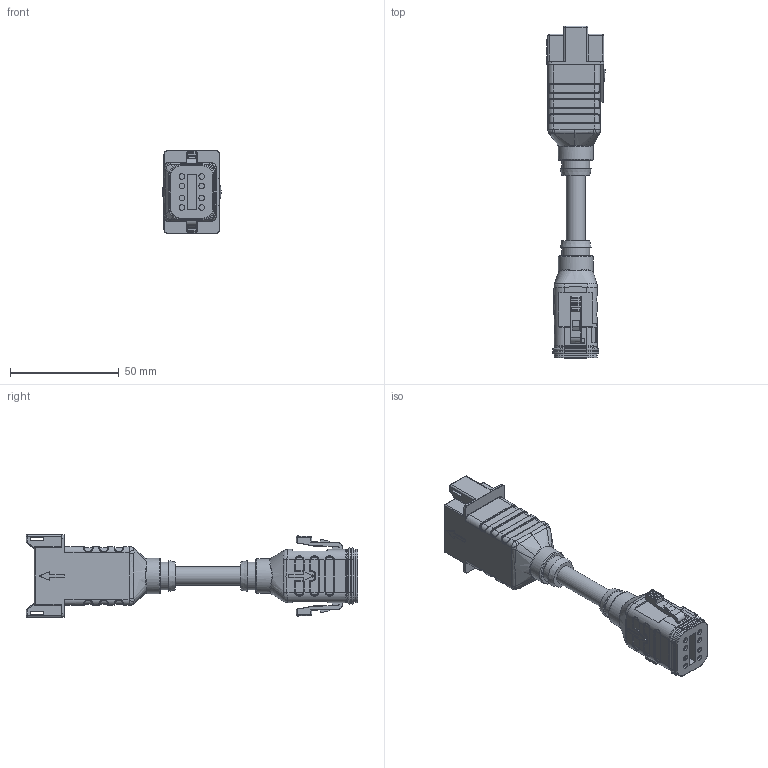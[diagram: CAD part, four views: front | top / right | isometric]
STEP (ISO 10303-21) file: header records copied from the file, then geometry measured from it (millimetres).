
FILE_DESCRIPTION(/* description */ (''),/* implementation_level */ '2;1');
FILE_NAME(/* name */ '1-V0012233__5042361__MA-DT06-8S-1-MA-DT04-8P-S370_assy_26-06-2023_stp.stp',/* time_stamp */ '2023-06-26T14:11:24+02:00',/* author */ ('ESCHA GmbH & Co. KG'),/* organization */ ('ESCHA GmbH & Co. KG'),/* preprocessor_version */ 'ST-DEVELOPER v16',/* originating_system */ 'SIEMENS PLM Software NX 10.0',/* authorisation */ '');
FILE_SCHEMA (('AUTOMOTIVE_DESIGN { 1 0 10303 214 3 1 1 1 }'));
Length unit declared in the file: millimetre
Products named in the file (1): t.he402CC95Av03h
Bounding box: 26.8 x 152.8 x 38 mm (x, y, z)
Volume: 49318.3 mm3; surface area: 17036.9 mm2
Topology: 1 solids, 1 shells, 1226 faces, 2965 edges, 1721 vertices
Faces by surface type: cylinder 459, plane 280, torus 223, bspline 211, sphere 44, cone 9
Full cylindrical faces by diameter (mm): 2.56 x8, 8.75 x1, 12.75 x2, 16 x1, 16.192 x1
Entity records: 42787 total; most frequent: CARTESIAN_POINT 15675, ORIENTED_EDGE 5750, DIRECTION 5664, EDGE_CURVE 2875, AXIS2_PLACEMENT_3D 2274, VERTEX_POINT 1705, EDGE_LOOP 1288, CIRCLE 1233
